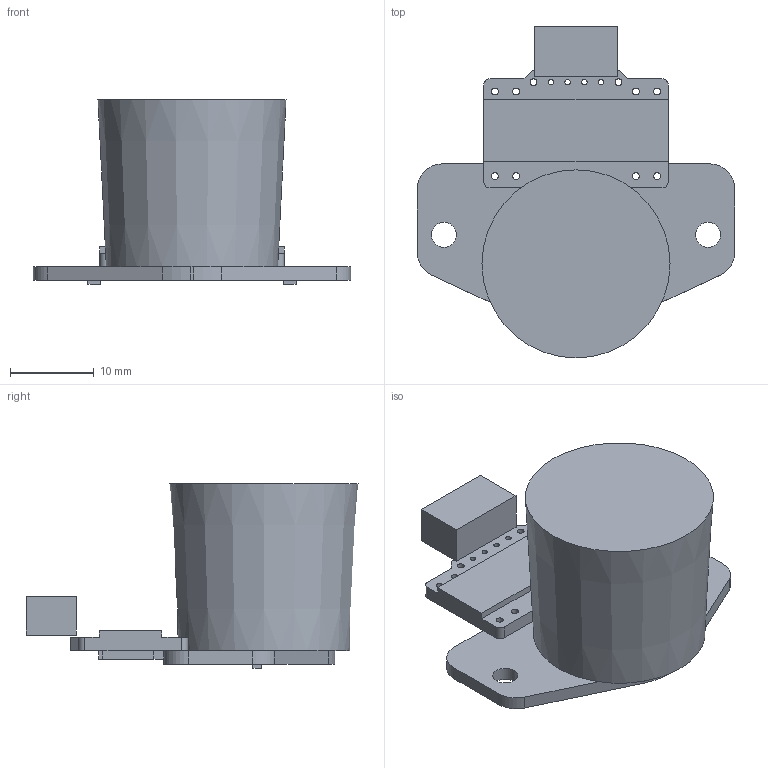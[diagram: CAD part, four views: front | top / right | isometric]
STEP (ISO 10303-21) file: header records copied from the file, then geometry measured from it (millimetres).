
FILE_DESCRIPTION(/* description */ (''),/* implementation_level */ '2;1');
FILE_NAME(/* name */ 'cartographer_lowprofile.step',/* time_stamp */ '2023-11-15T01:19:50+08:00',/* author */ (''),/* organization */ (''),/* preprocessor_version */ 'ST-DEVELOPER v20',/* originating_system */ 'Autodesk Translation Framework v12.14.0.127',/* authorisation */ '');
FILE_SCHEMA (('AUTOMOTIVE_DESIGN { 1 0 10303 214 3 1 1 }'));
Length unit declared in the file: millimetre
Products named in the file (1): Cartographer
Bounding box: 37.97 x 39.72 x 22.1 mm (x, y, z)
Volume: 9189.8 mm3; surface area: 4596.6 mm2
Topology: 4 solids, 4 shells, 90 faces, 237 edges, 158 vertices
Faces by surface type: plane 57, cylinder 32, cone 1
Full cylindrical faces by diameter (mm): 0.65 x4, 0.813 x6, 0.838 x4, 0.864 x4, 3 x2
Entity records: 2977 total; most frequent: CARTESIAN_POINT 486, DIRECTION 485, ORIENTED_EDGE 474, EDGE_CURVE 237, LINE 171, VECTOR 171, VERTEX_POINT 158, AXIS2_PLACEMENT_3D 157
